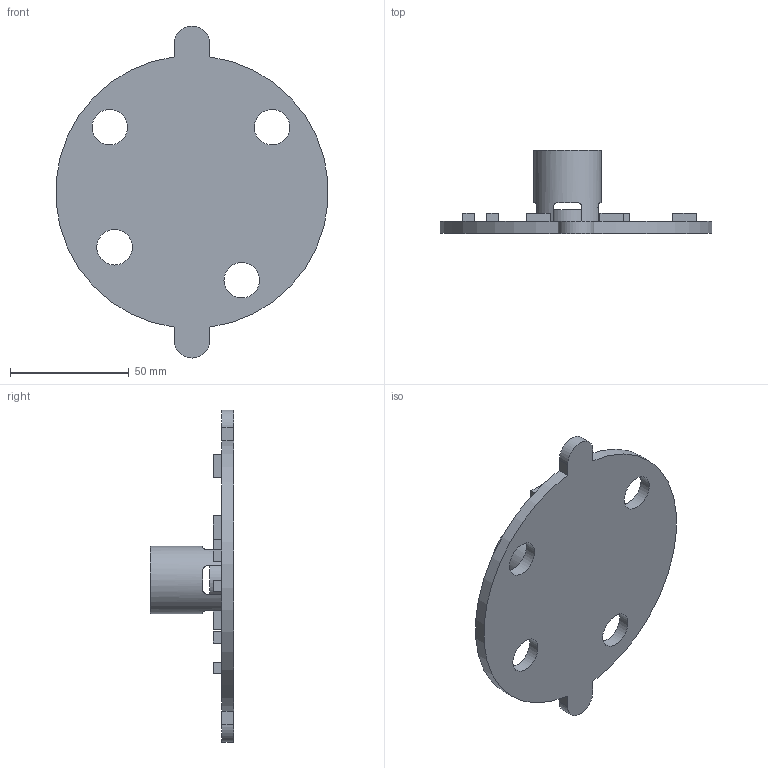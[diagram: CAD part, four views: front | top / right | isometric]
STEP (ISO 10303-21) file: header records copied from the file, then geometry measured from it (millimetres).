
FILE_DESCRIPTION(/* description */ (''),/* implementation_level */ '2;1');
FILE_NAME(/* name */ 'Base middle_x1.stp',/* time_stamp */ '2024-07-20T21:48:33+01:00',/* author */ ('patri'),/* organization */ (''),/* preprocessor_version */ 'ST-DEVELOPER v19.2',/* originating_system */ 'Autodesk Inventor 2024',/* authorisation */ '');
FILE_SCHEMA (('AUTOMOTIVE_DESIGN { 1 0 10303 214 3 1 1 }'));
Length unit declared in the file: millimetre
Products named in the file (1): base isla - copia - copia-copia
Bounding box: 114.59 x 35 x 140 mm (x, y, z)
Volume: 56414.5 mm3; surface area: 29528.6 mm2
Topology: 1 solids, 1 shells, 152 faces, 408 edges, 272 vertices
Faces by surface type: plane 132, cylinder 20
Full cylindrical faces by diameter (mm): 9 x1, 15 x4, 16 x1, 24.5 x1, 28.5 x1
Entity records: 4879 total; most frequent: CARTESIAN_POINT 977, ORIENTED_EDGE 816, DIRECTION 738, EDGE_CURVE 408, LINE 352, VECTOR 352, VERTEX_POINT 272, AXIS2_PLACEMENT_3D 193
